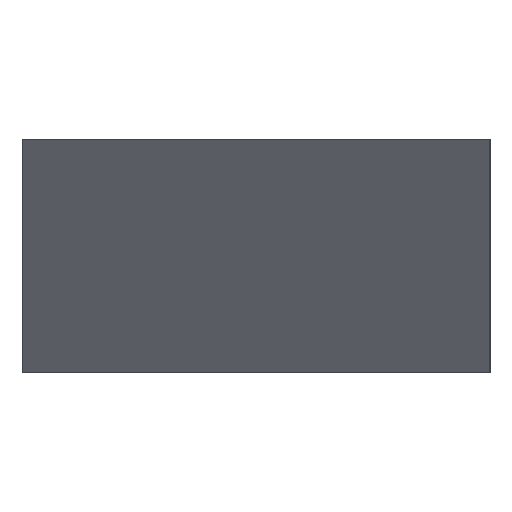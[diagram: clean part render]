
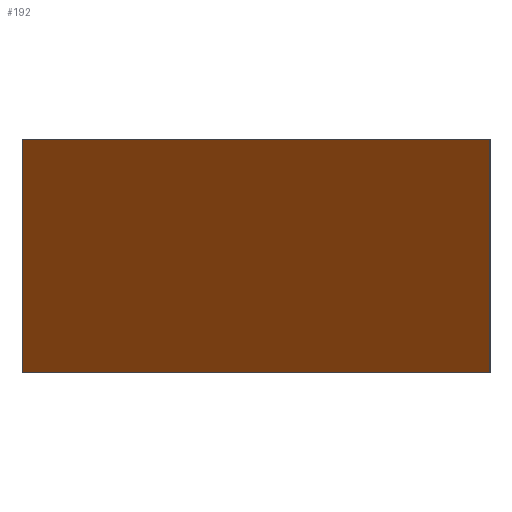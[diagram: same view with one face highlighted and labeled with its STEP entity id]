
A CAD part, left-side view. The second image highlights one B-rep face of the part: STEP entity #192.
In plain terms, the highlighted planar face has unit normal (-0.766, 0, -0.643).
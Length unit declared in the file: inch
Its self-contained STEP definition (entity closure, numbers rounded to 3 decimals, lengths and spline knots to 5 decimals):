
#32=FACE_OUTER_BOUND('',#43,.T.);
#43=EDGE_LOOP('',(#162,#163,#164,#165));
#56=LINE('',#291,#76);
#65=LINE('',#317,#85);
#67=LINE('',#320,#87);
#68=LINE('',#321,#88);
#76=VECTOR('',#236,0.3937);
#85=VECTOR('',#263,0.3937);
#87=VECTOR('',#267,0.3937);
#88=VECTOR('',#268,0.3937);
#95=VERTEX_POINT('',#288);
#96=VERTEX_POINT('',#290);
#103=VERTEX_POINT('',#314);
#104=VERTEX_POINT('',#316);
#112=EDGE_CURVE('',#95,#96,#56,.F.);
#125=EDGE_CURVE('',#104,#103,#65,.T.);
#127=EDGE_CURVE('',#95,#104,#67,.T.);
#128=EDGE_CURVE('',#96,#103,#68,.F.);
#162=ORIENTED_EDGE('',*,*,#127,.T.);
#163=ORIENTED_EDGE('',*,*,#125,.T.);
#164=ORIENTED_EDGE('',*,*,#128,.F.);
#165=ORIENTED_EDGE('',*,*,#112,.F.);
#182=PLANE('',#220);
#192=ADVANCED_FACE('',(#32),#182,.T.);
#220=AXIS2_PLACEMENT_3D('',#319,#265,#266);
#236=DIRECTION('',(0.643,0.,-0.766));
#263=DIRECTION('',(-0.643,0.,0.766));
#265=DIRECTION('center_axis',(-0.766,0.,-0.643));
#266=DIRECTION('ref_axis',(0.,-1.,0.));
#267=DIRECTION('',(0.,-1.,0.));
#268=DIRECTION('',(0.,1.,0.));
#288=CARTESIAN_POINT('',(0.,0.2,0.));
#290=CARTESIAN_POINT('',(-0.08391,0.2,0.1));
#291=CARTESIAN_POINT('',(0.37186,0.2,-0.44316));
#314=CARTESIAN_POINT('',(-0.08391,0.,0.1));
#316=CARTESIAN_POINT('',(0.,0.,0.));
#317=CARTESIAN_POINT('',(0.,0.,0.));
#319=CARTESIAN_POINT('Origin',(0.,0.2,0.));
#320=CARTESIAN_POINT('',(0.,0.2,0.));
#321=CARTESIAN_POINT('',(-0.08391,0.15,0.1));
